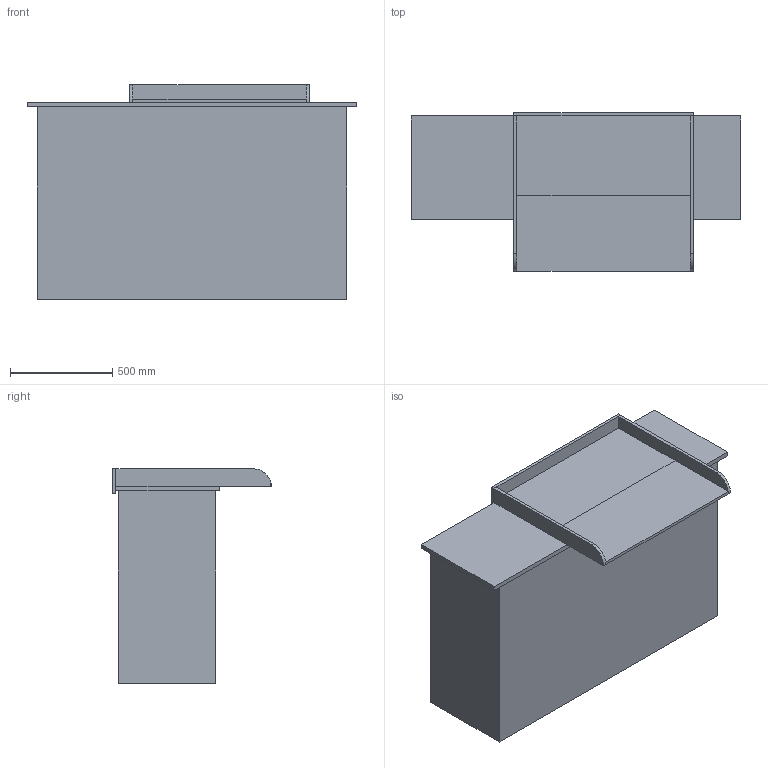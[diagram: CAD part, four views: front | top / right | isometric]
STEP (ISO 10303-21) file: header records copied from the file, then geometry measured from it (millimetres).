
FILE_DESCRIPTION(/* description */ (''),/* implementation_level */ '2;1');
FILE_NAME(/* name */ 'Diaper Place v7.stp',/* time_stamp */ '2022-09-22T11:47:12+02:00',/* author */ (''),/* organization */ (''),/* preprocessor_version */ 'ST-DEVELOPER v19',/* originating_system */ 'Autodesk Translation Framework v11.7.0.108',/* authorisation */ '');
FILE_SCHEMA (('AUTOMOTIVE_DESIGN { 1 0 10303 214 3 1 1 }'));
Length unit declared in the file: millimetre
Products named in the file (3): Diaper Place; base back; base front
Assembly tree (2 placements, depth 2):
  Diaper Place
    base back
    base front
Bounding box: 1615 x 775 x 1050 mm (x, y, z)
Volume: 714131450.1 mm3; surface area: 7397655.5 mm2
Topology: 6 solids, 6 shells, 41 faces, 84 edges, 56 vertices
Faces by surface type: plane 39, cylinder 2
Entity records: 1167 total; most frequent: CARTESIAN_POINT 186, DIRECTION 180, ORIENTED_EDGE 168, EDGE_CURVE 84, LINE 80, VECTOR 80, VERTEX_POINT 56, AXIS2_PLACEMENT_3D 50
